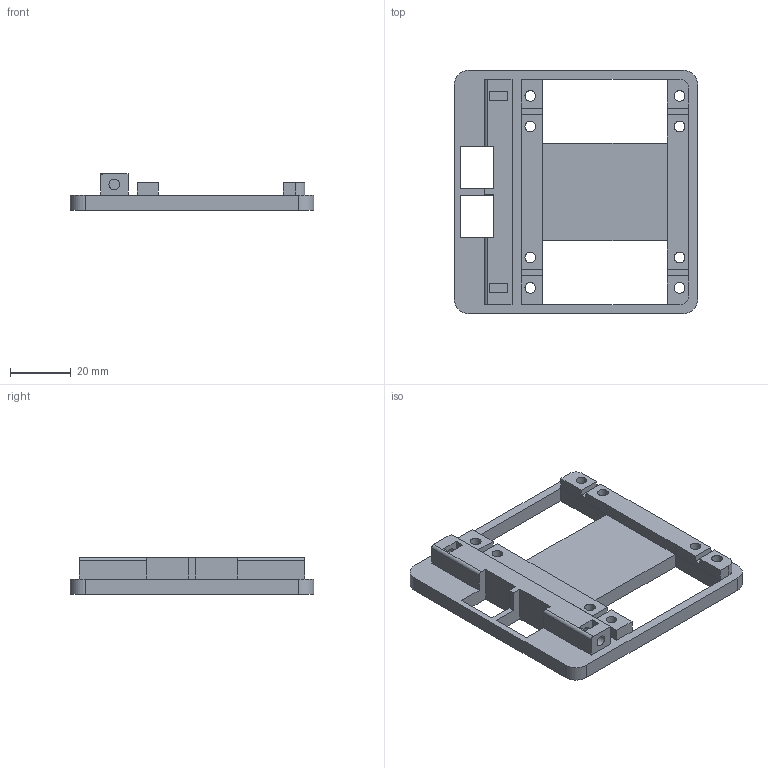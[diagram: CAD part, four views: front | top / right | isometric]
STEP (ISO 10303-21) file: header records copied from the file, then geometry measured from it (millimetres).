
FILE_DESCRIPTION(('FreeCAD Model'),'2;1');
FILE_NAME('chassis.step', '2015-02-17T13:30:41',('FreeCAD'),('FreeCAD'), 'Open CASCADE STEP processor 6.7','FreeCAD','Unknown');
FILE_SCHEMA(('AUTOMOTIVE_DESIGN_CC2 { 1 2 10303 214 -1 1 5 4 }'));
Length unit declared in the file: millimetre
Products named in the file (1): chasis
Bounding box: 80 x 80 x 12 mm (x, y, z)
Volume: 28294.2 mm3; surface area: 15787.8 mm2
Topology: 1 solids, 1 shells, 112 faces, 302 edges, 192 vertices
Faces by surface type: plane 84, cylinder 28
Full cylindrical faces by diameter (mm): 3.5 x12, 6 x8
Entity records: 7409 total; most frequent: CARTESIAN_POINT 1595, DIRECTION 976, ORIENTED_EDGE 604, PCURVE 604, DEFINITIONAL_REPRESENTATION 604, LINE 602, VECTOR 602, EDGE_CURVE 302
